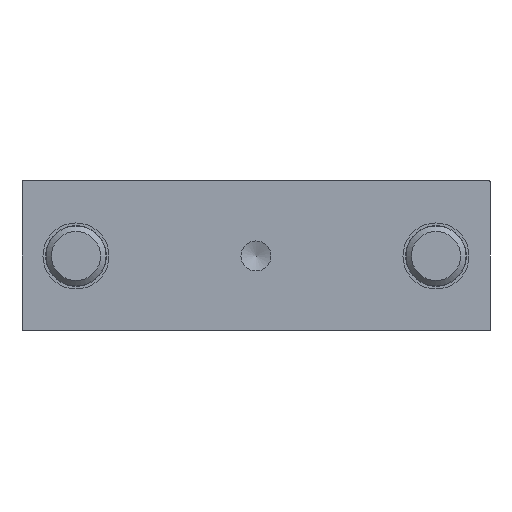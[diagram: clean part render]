
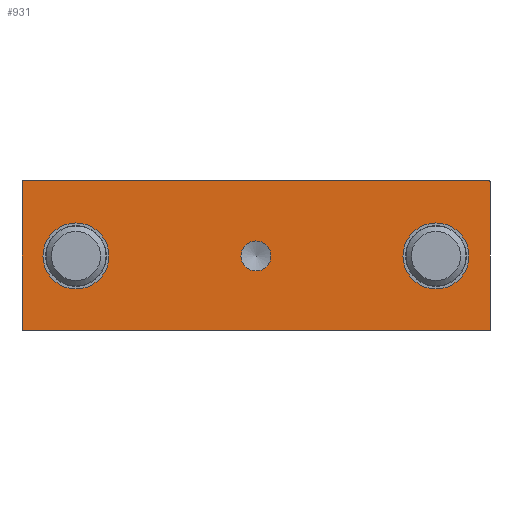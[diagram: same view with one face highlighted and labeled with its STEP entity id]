
A CAD part, front view. The second image highlights one B-rep face of the part: STEP entity #931.
In plain terms, the highlighted planar face has unit normal (0, -1, 0).
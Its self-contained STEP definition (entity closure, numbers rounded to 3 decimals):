
#66=LINE('',#1361,#110);
#71=LINE('',#1373,#115);
#76=LINE('',#1393,#120);
#80=LINE('',#1406,#124);
#110=VECTOR('',#1113,1000.);
#115=VECTOR('',#1122,1000.);
#120=VECTOR('',#1143,1000.);
#124=VECTOR('',#1159,1000.);
#152=PLANE('',#1011);
#240=ORIENTED_EDGE('',*,*,#400,.T.);
#241=ORIENTED_EDGE('',*,*,#401,.T.);
#242=ORIENTED_EDGE('',*,*,#402,.T.);
#243=ORIENTED_EDGE('',*,*,#386,.F.);
#244=ORIENTED_EDGE('',*,*,#379,.F.);
#245=ORIENTED_EDGE('',*,*,#398,.F.);
#246=ORIENTED_EDGE('',*,*,#396,.F.);
#247=ORIENTED_EDGE('',*,*,#394,.F.);
#248=ORIENTED_EDGE('',*,*,#373,.F.);
#249=ORIENTED_EDGE('',*,*,#392,.F.);
#250=ORIENTED_EDGE('',*,*,#389,.F.);
#373=EDGE_CURVE('',#464,#465,#66,.T.);
#379=EDGE_CURVE('',#469,#470,#71,.T.);
#386=EDGE_CURVE('',#470,#475,#527,.T.);
#389=EDGE_CURVE('',#475,#477,#76,.T.);
#392=EDGE_CURVE('',#477,#464,#529,.T.);
#394=EDGE_CURVE('',#465,#479,#531,.T.);
#396=EDGE_CURVE('',#479,#480,#80,.T.);
#398=EDGE_CURVE('',#480,#469,#532,.T.);
#400=EDGE_CURVE('',#482,#482,#534,.T.);
#401=EDGE_CURVE('',#483,#483,#535,.T.);
#402=EDGE_CURVE('',#484,#484,#536,.T.);
#464=VERTEX_POINT('',#1360);
#465=VERTEX_POINT('',#1362);
#469=VERTEX_POINT('',#1372);
#470=VERTEX_POINT('',#1374);
#475=VERTEX_POINT('',#1388);
#477=VERTEX_POINT('',#1394);
#479=VERTEX_POINT('',#1403);
#480=VERTEX_POINT('',#1407);
#482=VERTEX_POINT('',#1416);
#483=VERTEX_POINT('',#1418);
#484=VERTEX_POINT('',#1420);
#527=CIRCLE('',#998,0.1);
#529=CIRCLE('',#1002,0.1);
#531=CIRCLE('',#1005,0.1);
#532=CIRCLE('',#1008,0.1);
#534=CIRCLE('',#1012,5.5);
#535=CIRCLE('',#1013,5.5);
#536=CIRCLE('',#1014,2.5);
#581=EDGE_LOOP('',(#240));
#582=EDGE_LOOP('',(#241));
#583=EDGE_LOOP('',(#242));
#584=EDGE_LOOP('',(#243,#244,#245,#246,#247,#248,#249,#250));
#659=FACE_BOUND('',#581,.T.);
#660=FACE_BOUND('',#582,.T.);
#661=FACE_BOUND('',#583,.T.);
#662=FACE_BOUND('',#584,.T.);
#931=ADVANCED_FACE('',(#659,#660,#661,#662),#152,.F.);
#998=AXIS2_PLACEMENT_3D('',#1387,#1136,#1137);
#1002=AXIS2_PLACEMENT_3D('',#1399,#1148,#1149);
#1005=AXIS2_PLACEMENT_3D('',#1402,#1154,#1155);
#1008=AXIS2_PLACEMENT_3D('',#1410,#1163,#1164);
#1011=AXIS2_PLACEMENT_3D('',#1414,#1169,#1170);
#1012=AXIS2_PLACEMENT_3D('',#1415,#1171,#1172);
#1013=AXIS2_PLACEMENT_3D('',#1417,#1173,#1174);
#1014=AXIS2_PLACEMENT_3D('',#1419,#1175,#1176);
#1113=DIRECTION('',(1.,0.,0.));
#1122=DIRECTION('',(-1.,0.,0.));
#1136=DIRECTION('',(0.,1.,0.));
#1137=DIRECTION('',(1.,0.,0.));
#1143=DIRECTION('',(0.,0.,1.));
#1148=DIRECTION('',(0.,1.,0.));
#1149=DIRECTION('',(1.,0.,0.));
#1154=DIRECTION('',(0.,1.,0.));
#1155=DIRECTION('',(1.,0.,0.));
#1159=DIRECTION('',(0.,0.,-1.));
#1163=DIRECTION('',(0.,1.,0.));
#1164=DIRECTION('',(1.,0.,0.));
#1169=DIRECTION('',(0.,1.,0.));
#1170=DIRECTION('',(0.,0.,1.));
#1171=DIRECTION('',(0.,1.,0.));
#1172=DIRECTION('',(1.,0.,0.));
#1173=DIRECTION('',(0.,1.,0.));
#1174=DIRECTION('',(1.,0.,0.));
#1175=DIRECTION('',(0.,1.,0.));
#1176=DIRECTION('',(1.,0.,0.));
#1360=CARTESIAN_POINT('',(-38.9,0.,12.5));
#1361=CARTESIAN_POINT('',(-38.9,0.,12.5));
#1362=CARTESIAN_POINT('',(38.9,0.,12.5));
#1372=CARTESIAN_POINT('',(38.9,0.,-12.5));
#1373=CARTESIAN_POINT('',(38.9,0.,-12.5));
#1374=CARTESIAN_POINT('',(-38.9,0.,-12.5));
#1387=CARTESIAN_POINT('',(-38.9,0.,-12.4));
#1388=CARTESIAN_POINT('',(-39.,0.,-12.4));
#1393=CARTESIAN_POINT('',(-39.,0.,-12.4));
#1394=CARTESIAN_POINT('',(-39.,0.,12.4));
#1399=CARTESIAN_POINT('',(-38.9,0.,12.4));
#1402=CARTESIAN_POINT('',(38.9,0.,12.4));
#1403=CARTESIAN_POINT('',(39.,0.,12.4));
#1406=CARTESIAN_POINT('',(39.,0.,12.4));
#1407=CARTESIAN_POINT('',(39.,0.,-12.4));
#1410=CARTESIAN_POINT('',(38.9,0.,-12.4));
#1414=CARTESIAN_POINT('',(-38.9,0.,-12.4));
#1415=CARTESIAN_POINT('',(30.,0.,0.));
#1416=CARTESIAN_POINT('',(35.5,0.,0.));
#1417=CARTESIAN_POINT('',(-30.,0.,0.));
#1418=CARTESIAN_POINT('',(-24.5,0.,0.));
#1419=CARTESIAN_POINT('',(0.,0.,0.));
#1420=CARTESIAN_POINT('',(2.5,0.,0.));
